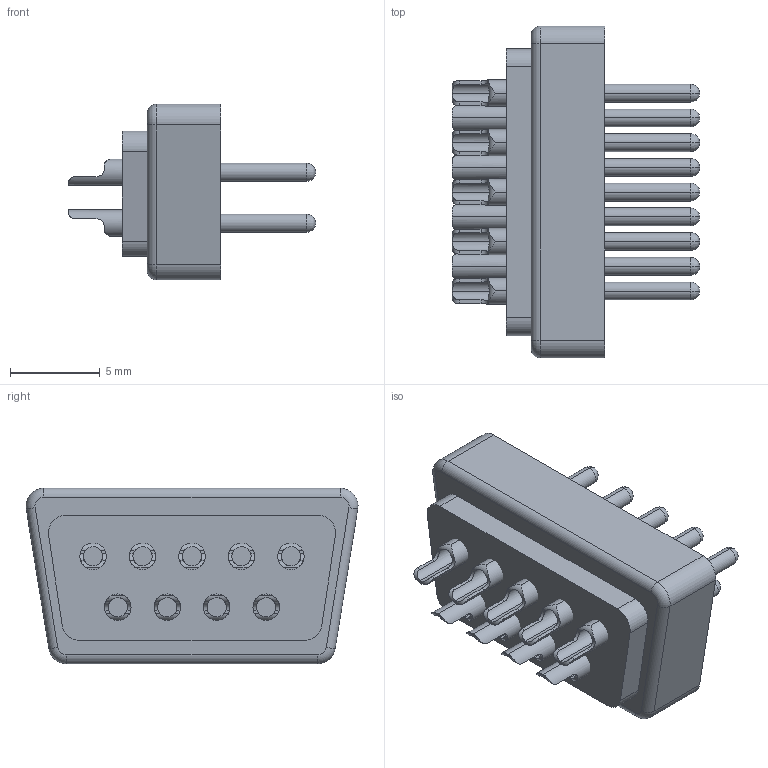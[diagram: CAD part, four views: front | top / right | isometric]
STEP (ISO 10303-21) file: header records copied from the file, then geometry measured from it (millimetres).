
FILE_DESCRIPTION(('FreeCAD Model'),'2;1');
FILE_NAME('DE9-P.step', '2019-10-13T12:20:53',('Author'),(''), 'Open CASCADE STEP processor 7.3','FreeCAD','Unknown');
FILE_SCHEMA(('AUTOMOTIVE_DESIGN { 1 0 10303 214 1 1 1 1 }'));
Length unit declared in the file: millimetre
Products named in the file (20): DE9-P; Solder3; Pin3; Solder1; Solder2; Solder4; Solder5; Pin1; Pin2; Pin4; Pin5; Solder7; Pin7; Solder8; Pin8; Solder6; Pin6; Solder9; Pin9; Body
Assembly tree (19 placements, depth 2):
  DE9-P
    Solder3
    Pin3
    Solder1
    Solder2
    Solder4
    Solder5
    Pin1
    Pin2
    Pin4
    Pin5
    Solder7
    Pin7
    Solder8
    Pin8
    Solder6
    Pin6
    Solder9
    Pin9
    Body
Bounding box: 13.8 x 18.53 x 9.8 mm (x, y, z)
Volume: 904.8 mm3; surface area: 1068.2 mm2
Topology: 19 solids, 19 shells, 207 faces, 505 edges, 328 vertices
Faces by surface type: cylinder 102, plane 83, revolution 18, torus 4
Entity records: 19456 total; most frequent: CARTESIAN_POINT 9072, DIRECTION 1769, ORIENTED_EDGE 1010, PCURVE 1010, DEFINITIONAL_REPRESENTATION 1010, LINE 823, VECTOR 823, EDGE_CURVE 505
